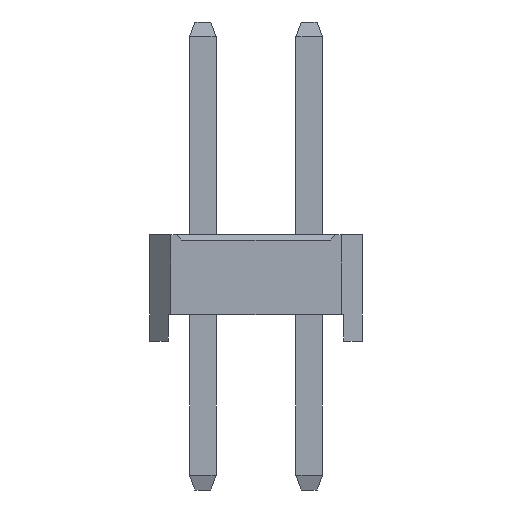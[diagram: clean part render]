
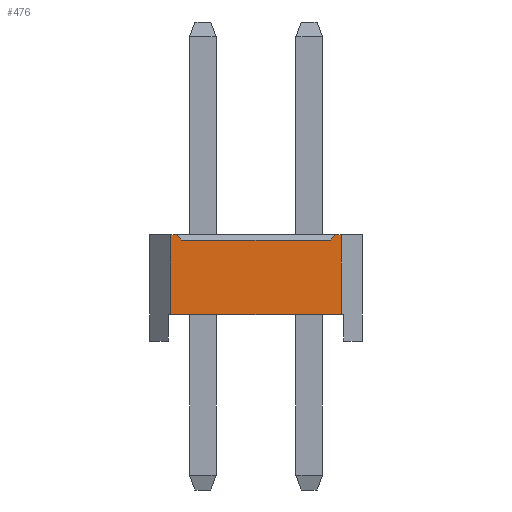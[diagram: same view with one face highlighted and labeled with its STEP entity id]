
A CAD part, left-side view. The second image highlights one B-rep face of the part: STEP entity #476.
In plain terms, the highlighted planar face has unit normal (-1, 0, 0).
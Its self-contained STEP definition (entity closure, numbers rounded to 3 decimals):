
#476=ADVANCED_FACE('',(#1814),#1816,.T.);
#1814=FACE_BOUND('',#1815,.T.);
#1815=EDGE_LOOP('',(#2881,#2882,#2883,#2884,#2885,#2886,#2887,#2888));
#1816=PLANE('',#1817);
#1817=AXIS2_PLACEMENT_3D('',#1818,#1819,#1820);
#1818=CARTESIAN_POINT('',(-1.,2.6,0.));
#1819=DIRECTION('',(-1.,0.,0.));
#1820=DIRECTION('',(0.,-1.,0.));
#2881=ORIENTED_EDGE('',*,*,#3526,.F.);
#2882=ORIENTED_EDGE('',*,*,#3527,.T.);
#2883=ORIENTED_EDGE('',*,*,#3528,.F.);
#2884=ORIENTED_EDGE('',*,*,#3376,.F.);
#2885=ORIENTED_EDGE('',*,*,#3529,.F.);
#2886=ORIENTED_EDGE('',*,*,#3334,.T.);
#2887=ORIENTED_EDGE('',*,*,#3525,.T.);
#2888=ORIENTED_EDGE('',*,*,#3380,.F.);
#3334=EDGE_CURVE('',#3720,#3718,#3721,.T.);
#3376=EDGE_CURVE('',#3802,#3804,#3805,.T.);
#3380=EDGE_CURVE('',#3810,#3812,#3813,.T.);
#3525=EDGE_CURVE('',#3718,#3812,#4051,.T.);
#3526=EDGE_CURVE('',#4052,#3810,#4053,.F.);
#3527=EDGE_CURVE('',#4052,#4054,#4055,.T.);
#3528=EDGE_CURVE('',#3804,#4054,#4056,.F.);
#3529=EDGE_CURVE('',#3720,#3802,#4057,.T.);
#3718=VERTEX_POINT('',#4346);
#3720=VERTEX_POINT('',#4350);
#3721=LINE('',#4351,#4352);
#3802=VERTEX_POINT('',#4514);
#3804=VERTEX_POINT('',#4518);
#3805=LINE('',#4519,#4520);
#3810=VERTEX_POINT('',#4530);
#3812=VERTEX_POINT('',#4534);
#3813=LINE('',#4535,#4536);
#4051=LINE('',#5063,#5064);
#4052=VERTEX_POINT('',#5066);
#4053=LINE('',#5067,#5068);
#4054=VERTEX_POINT('',#5070);
#4055=LINE('',#5071,#5072);
#4056=LINE('',#5074,#5075);
#4057=LINE('',#5077,#5078);
#4346=CARTESIAN_POINT('',(-1.,-0.6,0.5));
#4350=CARTESIAN_POINT('',(-1.,2.6,0.5));
#4351=CARTESIAN_POINT('',(-1.,2.6,0.5));
#4352=VECTOR('',#4353,1.);
#4353=DIRECTION('',(0.,-1.,0.));
#4514=CARTESIAN_POINT('',(-1.,2.6,2.));
#4518=CARTESIAN_POINT('',(-1.,2.5,2.));
#4519=CARTESIAN_POINT('',(-1.,2.6,2.));
#4520=VECTOR('',#4521,1.);
#4521=DIRECTION('',(0.,-1.,0.));
#4530=CARTESIAN_POINT('',(-1.,-0.5,2.));
#4534=CARTESIAN_POINT('',(-1.,-0.6,2.));
#4535=CARTESIAN_POINT('',(-1.,-0.5,2.));
#4536=VECTOR('',#4537,1.);
#4537=DIRECTION('',(0.,-1.,0.));
#5063=CARTESIAN_POINT('',(-1.,-0.6,0.5));
#5064=VECTOR('',#5065,1.);
#5065=DIRECTION('',(0.,0.,1.));
#5066=CARTESIAN_POINT('',(-1.,-0.4,1.9));
#5067=CARTESIAN_POINT('',(-1.,-0.5,2.));
#5068=VECTOR('',#5069,1.);
#5069=DIRECTION('',(0.,0.707,-0.707));
#5070=CARTESIAN_POINT('',(-1.,2.4,1.9));
#5071=CARTESIAN_POINT('',(-1.,-0.4,1.9));
#5072=VECTOR('',#5073,1.);
#5073=DIRECTION('',(0.,1.,0.));
#5074=CARTESIAN_POINT('',(-1.,2.4,1.9));
#5075=VECTOR('',#5076,1.);
#5076=DIRECTION('',(0.,0.707,0.707));
#5077=CARTESIAN_POINT('',(-1.,2.6,0.5));
#5078=VECTOR('',#5079,1.);
#5079=DIRECTION('',(0.,0.,1.));
